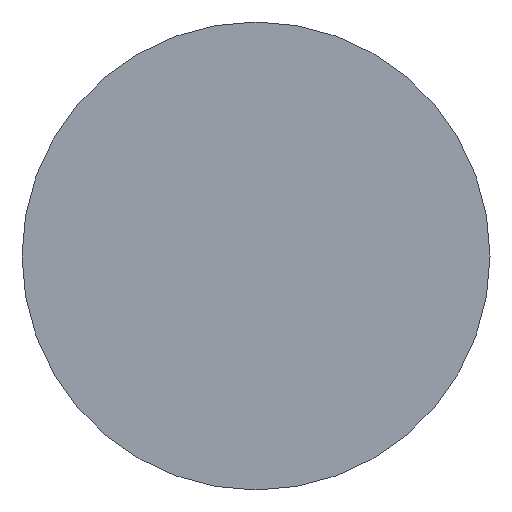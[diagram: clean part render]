
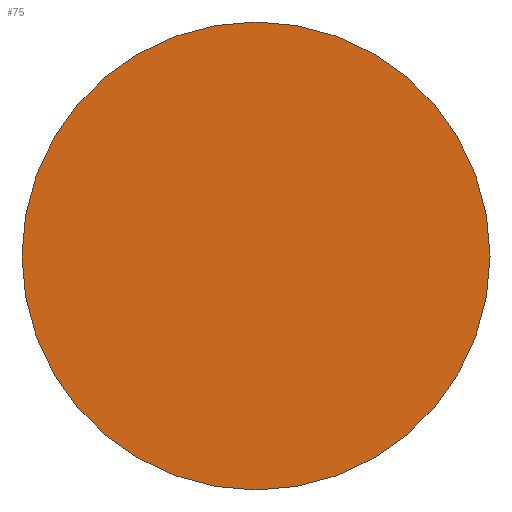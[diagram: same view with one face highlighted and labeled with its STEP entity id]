
A CAD part, front view. The second image highlights one B-rep face of the part: STEP entity #75.
In plain terms, the highlighted planar face has unit normal (0, -1, 0).
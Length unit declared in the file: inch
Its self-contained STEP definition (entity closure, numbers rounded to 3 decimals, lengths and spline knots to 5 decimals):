
#3 = DIRECTION ( 'NONE',  ( 0., -1., 0. ) ) ;
#44 = CARTESIAN_POINT ( 'NONE',  ( 0., 0., 0. ) ) ;
#53 = AXIS2_PLACEMENT_3D ( 'NONE', #273, #193, #339 ) ;
#75 = ADVANCED_FACE ( 'NONE', ( #354 ), #388, .T. ) ;
#90 = VERTEX_POINT ( 'NONE', #240 ) ;
#93 = ORIENTED_EDGE ( 'NONE', *, *, #356, .T. ) ;
#98 = CIRCLE ( 'NONE', #176, 0.125 ) ;
#102 = ORIENTED_EDGE ( 'NONE', *, *, #295, .T. ) ;
#142 = DIRECTION ( 'NONE',  ( 0., -1., 0. ) ) ;
#174 = AXIS2_PLACEMENT_3D ( 'NONE', #44, #142, #296 ) ;
#176 = AXIS2_PLACEMENT_3D ( 'NONE', #229, #3, #254 ) ;
#193 = DIRECTION ( 'NONE',  ( 0., -1., 0. ) ) ;
#229 = CARTESIAN_POINT ( 'NONE',  ( 0., 0., 0. ) ) ;
#240 = CARTESIAN_POINT ( 'NONE',  ( 0., 0., 0.125 ) ) ;
#250 = EDGE_LOOP ( 'NONE', ( #102, #93 ) ) ;
#254 = DIRECTION ( 'NONE',  ( 0., 0., -1. ) ) ;
#273 = CARTESIAN_POINT ( 'NONE',  ( 0., 0., 0. ) ) ;
#289 = CIRCLE ( 'NONE', #53, 0.125 ) ;
#295 = EDGE_CURVE ( 'NONE', #297, #90, #289, .T. ) ;
#296 = DIRECTION ( 'NONE',  ( 0., 0., -1. ) ) ;
#297 = VERTEX_POINT ( 'NONE', #405 ) ;
#339 = DIRECTION ( 'NONE',  ( 0., 0., -1. ) ) ;
#354 = FACE_OUTER_BOUND ( 'NONE', #250, .T. ) ;
#356 = EDGE_CURVE ( 'NONE', #90, #297, #98, .T. ) ;
#388 = PLANE ( 'NONE',  #174 ) ;
#405 = CARTESIAN_POINT ( 'NONE',  ( 0., 0., -0.125 ) ) ;
